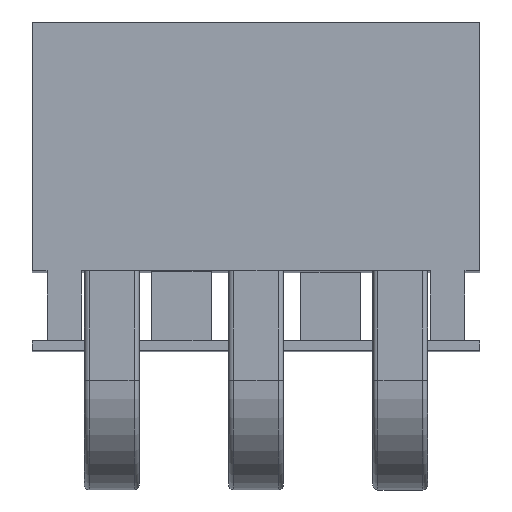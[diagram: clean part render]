
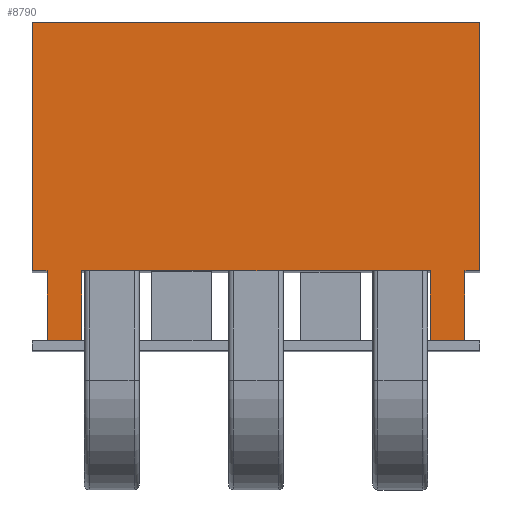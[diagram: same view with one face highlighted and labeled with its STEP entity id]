
A CAD part, top view. The second image highlights one B-rep face of the part: STEP entity #8790.
In plain terms, the highlighted face is planar.
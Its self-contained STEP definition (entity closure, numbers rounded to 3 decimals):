
#218=CARTESIAN_POINT('',(201.,80.0,-22.0));
#219=VERTEX_POINT('',#218);
#226=CARTESIAN_POINT('',(201.,10.0,-22.0));
#227=VERTEX_POINT('',#226);
#228=CARTESIAN_POINT('',(201.,10.0,-22.0));
#229=DIRECTION('',(0.0,1.0,0.0));
#230=VECTOR('',#229,70.0);
#231=LINE('',#228,#230);
#232=EDGE_CURVE('',#227,#219,#231,.T.);
#6719=CARTESIAN_POINT('',(201.,10.0,-36.0));
#6720=VERTEX_POINT('',#6719);
#6736=CARTESIAN_POINT('',(201.,10.0,-22.0));
#6737=DIRECTION('',(0.0,0.0,-1.0));
#6738=VECTOR('',#6737,14.0);
#6739=LINE('',#6736,#6738);
#6740=EDGE_CURVE('',#227,#6720,#6739,.T.);
#6752=CARTESIAN_POINT('',(201.,3.,-36.0));
#6753=VERTEX_POINT('',#6752);
#6760=CARTESIAN_POINT('',(201.,3.,-22.0));
#6761=VERTEX_POINT('',#6760);
#6762=CARTESIAN_POINT('',(201.,3.,-22.0));
#6763=DIRECTION('',(0.0,0.0,-1.0));
#6764=VECTOR('',#6763,14.0);
#6765=LINE('',#6762,#6764);
#6766=EDGE_CURVE('',#6761,#6753,#6765,.T.);
#6790=CARTESIAN_POINT('',(201.,3.,-36.0));
#6791=DIRECTION('',(0.0,1.0,0.0));
#6792=VECTOR('',#6791,7.0);
#6793=LINE('',#6790,#6792);
#6794=EDGE_CURVE('',#6753,#6720,#6793,.T.);
#6928=CARTESIAN_POINT('',(201.,80.0,-36.0));
#6929=VERTEX_POINT('',#6928);
#6936=CARTESIAN_POINT('',(201.,80.0,-22.0));
#6937=DIRECTION('',(0.0,0.0,-1.0));
#6938=VECTOR('',#6937,14.0);
#6939=LINE('',#6936,#6938);
#6940=EDGE_CURVE('',#219,#6929,#6939,.T.);
#6957=CARTESIAN_POINT('',(201.,87.,-36.0));
#6958=VERTEX_POINT('',#6957);
#6975=CARTESIAN_POINT('',(201.,87.,-22.0));
#6976=VERTEX_POINT('',#6975);
#6983=CARTESIAN_POINT('',(201.,87.,-22.0));
#6984=DIRECTION('',(0.0,0.0,-1.0));
#6985=VECTOR('',#6984,14.0);
#6986=LINE('',#6983,#6985);
#6987=EDGE_CURVE('',#6976,#6958,#6986,.T.);
#7004=CARTESIAN_POINT('',(201.,80.0,-36.0));
#7005=DIRECTION('',(0.0,1.0,0.0));
#7006=VECTOR('',#7005,7.);
#7007=LINE('',#7004,#7006);
#7008=EDGE_CURVE('',#6929,#6958,#7007,.T.);
#7253=CARTESIAN_POINT('',(201.,90.0,-22.0));
#7254=VERTEX_POINT('',#7253);
#7261=CARTESIAN_POINT('',(201.,87.,-22.0));
#7262=DIRECTION('',(0.0,1.0,0.0));
#7263=VECTOR('',#7262,3.);
#7264=LINE('',#7261,#7263);
#7265=EDGE_CURVE('',#6976,#7254,#7264,.T.);
#7276=CARTESIAN_POINT('',(201.,0.0,-22.0));
#7277=VERTEX_POINT('',#7276);
#7278=CARTESIAN_POINT('',(201.,0.0,-22.0));
#7279=DIRECTION('',(0.0,1.0,0.0));
#7280=VECTOR('',#7279,3.);
#7281=LINE('',#7278,#7280);
#7282=EDGE_CURVE('',#7277,#6761,#7281,.T.);
#8575=CARTESIAN_POINT('',(201.,90.0,28.));
#8576=VERTEX_POINT('',#8575);
#8593=CARTESIAN_POINT('',(201.,0.,28.));
#8594=VERTEX_POINT('',#8593);
#8601=CARTESIAN_POINT('',(201.,90.0,28.));
#8602=DIRECTION('',(0.0,-1.0,0.0));
#8603=VECTOR('',#8602,90.0);
#8604=LINE('',#8601,#8603);
#8605=EDGE_CURVE('',#8576,#8594,#8604,.T.);
#8761=CARTESIAN_POINT('',(201.,0.0,0.0));
#8762=DIRECTION('',(1.0,0.0,0.0));
#8763=DIRECTION('',(0.0,0.0,-1.0));
#8764=AXIS2_PLACEMENT_3D('',#8761,#8762,#8763);
#8765=PLANE('',#8764);
#8766=ORIENTED_EDGE('',*,*,#7282,.T.);
#8767=ORIENTED_EDGE('',*,*,#6766,.T.);
#8768=ORIENTED_EDGE('',*,*,#6794,.T.);
#8769=ORIENTED_EDGE('',*,*,#6740,.F.);
#8770=ORIENTED_EDGE('',*,*,#232,.T.);
#8771=ORIENTED_EDGE('',*,*,#6940,.T.);
#8772=ORIENTED_EDGE('',*,*,#7008,.T.);
#8773=ORIENTED_EDGE('',*,*,#6987,.F.);
#8774=ORIENTED_EDGE('',*,*,#7265,.T.);
#8775=CARTESIAN_POINT('',(201.,90.0,-22.0));
#8776=DIRECTION('',(0.0,0.0,1.0));
#8777=VECTOR('',#8776,50.0);
#8778=LINE('',#8775,#8777);
#8779=EDGE_CURVE('',#7254,#8576,#8778,.T.);
#8780=ORIENTED_EDGE('',*,*,#8779,.T.);
#8781=ORIENTED_EDGE('',*,*,#8605,.T.);
#8782=CARTESIAN_POINT('',(201.,0.0,-22.0));
#8783=DIRECTION('',(0.0,0.0,1.0));
#8784=VECTOR('',#8783,50.0);
#8785=LINE('',#8782,#8784);
#8786=EDGE_CURVE('',#7277,#8594,#8785,.T.);
#8787=ORIENTED_EDGE('',*,*,#8786,.F.);
#8788=EDGE_LOOP('',(#8766,#8767,#8768,#8769,#8770,#8771,#8772,#8773,#8774,#8780,#8781,#8787));
#8789=FACE_OUTER_BOUND('',#8788,.T.);
#8790=ADVANCED_FACE('',(#8789),#8765,.T.);
